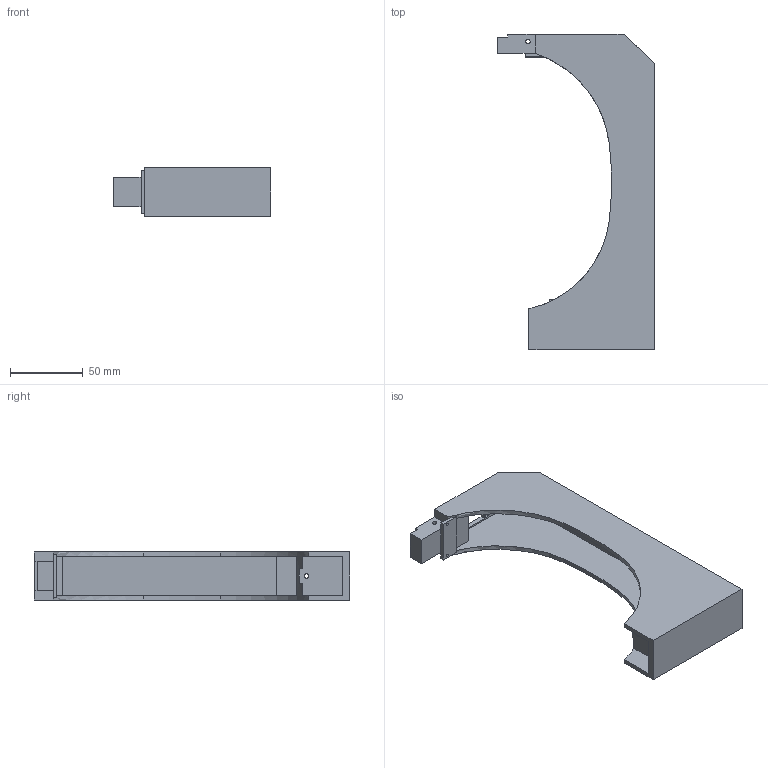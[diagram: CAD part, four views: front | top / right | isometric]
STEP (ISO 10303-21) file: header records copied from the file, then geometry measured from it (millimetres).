
FILE_DESCRIPTION (( 'STEP AP203' ), '1' );
FILE_NAME ('Èòîã.STEP', '2025-06-23T21:23:39', ( '' ), ( '' ), 'SwSTEP 2.0', 'SolidWorks 2023', '' );
FILE_SCHEMA (( 'CONFIG_CONTROL_DESIGN' ));
Length unit declared in the file: millimetre
Products named in the file (1): Итог
Bounding box: 108 x 216.4 x 33 mm (x, y, z)
Volume: 129804 mm3; surface area: 65737.4 mm2
Topology: 1 solids, 1 shells, 73 faces, 206 edges, 136 vertices
Faces by surface type: plane 46, cylinder 27
Entity records: 2491 total; most frequent: DIRECTION 416, CARTESIAN_POINT 416, ORIENTED_EDGE 412, EDGE_CURVE 206, VECTOR 144, LINE 144, AXIS2_PLACEMENT_3D 136, VERTEX_POINT 136
